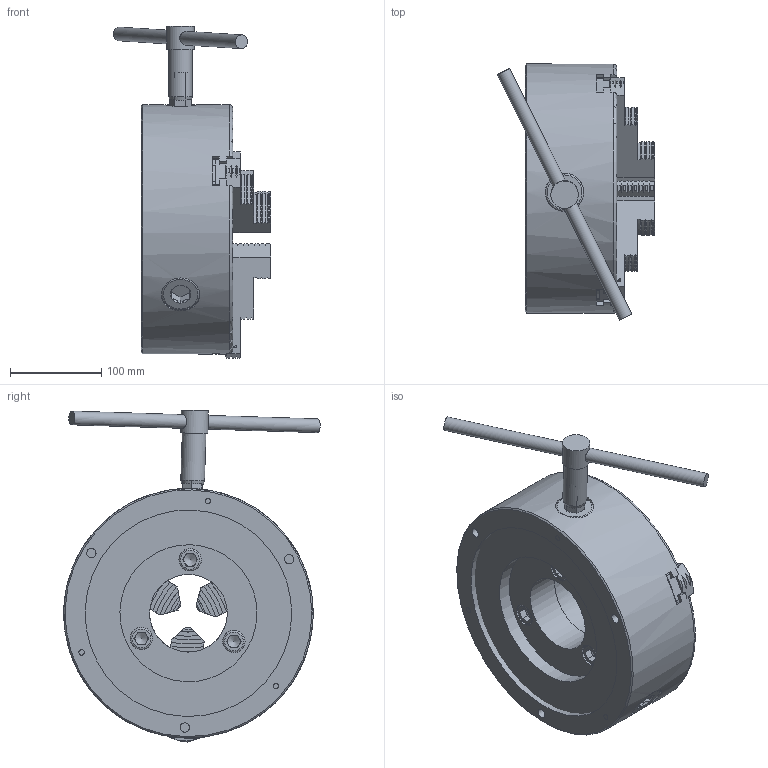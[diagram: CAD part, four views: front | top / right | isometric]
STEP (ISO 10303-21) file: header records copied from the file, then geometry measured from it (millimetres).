
FILE_DESCRIPTION(/* description */ (''),/* implementation_level */ '2;1');
FILE_NAME(/* name */ 'assembled jaw.stp',/* time_stamp */ '2016-03-28T22:34:25-07:00',/* author */ ('es'),/* organization */ (''),/* preprocessor_version */ 'ST-DEVELOPER v15.6',/* originating_system */ 'Autodesk Inventor 2015',/* authorisation */ '');
FILE_SCHEMA (('AUTOMOTIVE_DESIGN { 1 0 10303 214 3 1 1 }'));
Products named in the file (11): Housing; Flange; pinion pin; Bevel Gear11; Bevel Gear21; jaws1; jaws2; jaws3; screw flange; key chuck; assembled jaw
Bounding box: 172.04 x 280.63 x 363.21 mm (x, y, z)
Volume: 4513687.7 mm3; surface area: 684778.9 mm2
Topology: 16 solids, 16 shells, 1769 faces, 4801 edges, 3088 vertices
Faces by surface type: bspline 589, plane 548, cone 531, cylinder 92, torus 9
Full cylindrical faces by diameter (mm): 6 x9, 10 x6, 10.2 x3, 14 x3, 15 x2, 16.5 x3, 24 x3, 24.5 x3, 26 x1, 28 x3, 30 x1, 42 x6, 42.148 x3, 85 x2, 150 x1, 157 x1, 158 x1, 158.502 x1, 224.014 x1, 226 x1, 229.9 x1, 273 x1
Entity records: 56644 total; most frequent: CARTESIAN_POINT 25395, ORIENTED_EDGE 7490, DIRECTION 4907, EDGE_CURVE 3739, VERTEX_POINT 2440, AXIS2_PLACEMENT_3D 1809, EDGE_LOOP 1503, B_SPLINE_CURVE_WITH_KNOTS 1503
